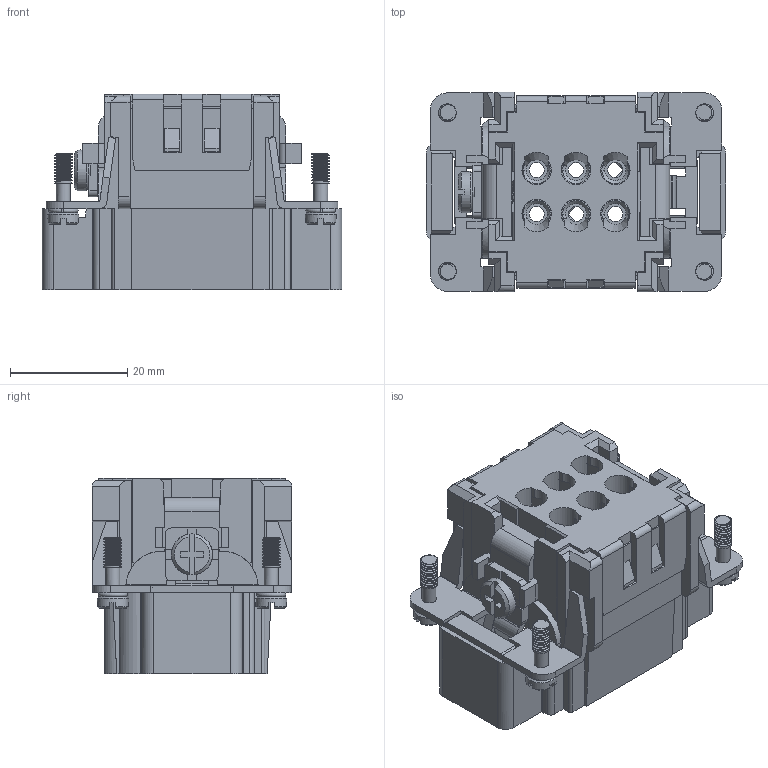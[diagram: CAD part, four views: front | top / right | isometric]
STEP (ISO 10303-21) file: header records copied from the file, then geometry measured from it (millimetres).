
FILE_DESCRIPTION(/* description */ (''),/* implementation_level */ '2;1');
FILE_NAME(/* name */ 'HE-006-MC.stp',/* time_stamp */ '2023-02-13T12:37:00+08:00',/* author */ (''),/* organization */ (''),/* preprocessor_version */ 'ST-DEVELOPER v16',/* originating_system */ 'SIEMENS PLM Software NX 10.0',/* authorisation */ '');
FILE_SCHEMA (('AUTOMOTIVE_DESIGN { 1 0 10303 214 3 1 1 1 }'));
Products named in the file (1): Admi4704ADB1whku
Bounding box: 51 x 34 x 33.35 mm (x, y, z)
Surface area: 25675.1 mm2 (no closed solid volume)
Topology: 0 solids, 1 shells, 1594 faces, 4741 edges, 3080 vertices
Faces by surface type: plane 1100, cylinder 335, cone 77, bspline 42, torus 32, sphere 4, revolution 4
Full cylindrical faces by diameter (mm): 2 x2, 2.4 x4, 2.6 x8, 2.7 x4, 3 x40, 4 x2, 5 x2, 5.3 x4, 7 x1
Entity records: 65553 total; most frequent: CARTESIAN_POINT 23889, ORIENTED_EDGE 9100, DIRECTION 8232, EDGE_CURVE 4550, LINE 3280, VECTOR 3280, VERTEX_POINT 2980, AXIS2_PLACEMENT_3D 2474
